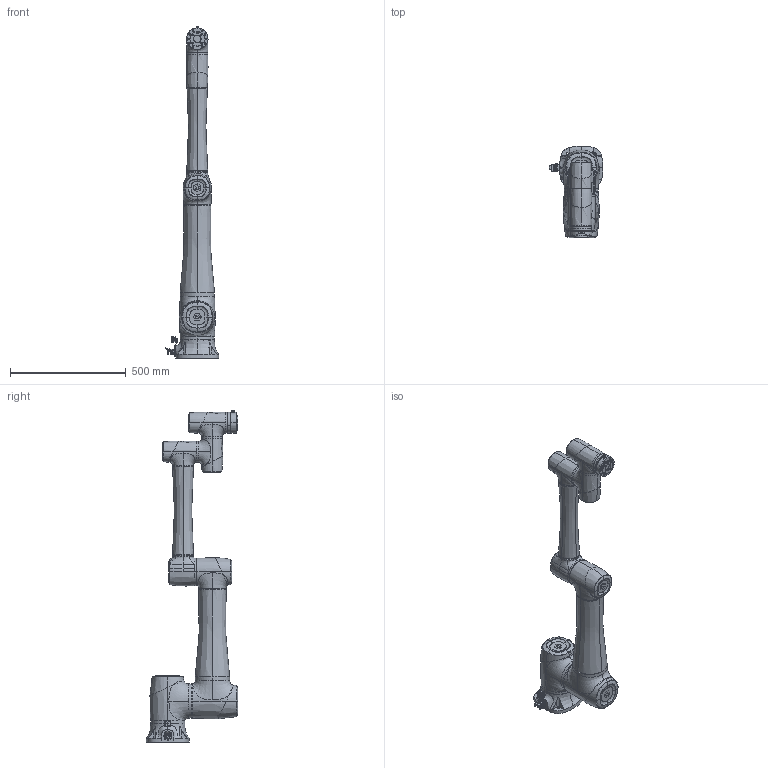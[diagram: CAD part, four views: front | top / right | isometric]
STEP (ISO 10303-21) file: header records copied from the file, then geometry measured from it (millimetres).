
FILE_DESCRIPTION((''),'2;1');
FILE_NAME('00CR12_ASM','2021-07-19T12:25:58',('Dobot'),(''),'CREO PARAMETRIC BY PTC INC, 2017260','CREO PARAMETRIC BY PTC INC, 2017260','');
FILE_SCHEMA(('CONFIG_CONTROL_DESIGN'));
Products named in the file (37): J1-CR12_1; NONE-34145_1_1_1_1; NONE-36023_1_1_1_1; NONE-37397_1_1_1_1; NONE-81708_1_1_1_1; NONE-82398_1_1_1_1; NONE-82664_1_1_1_1; NONE-83120_1_1_1_1; NONE-83819_1_1_1_1; NONE-84057_1_1_1_1; NONE-127921_1_1_1_1; NONE-128385_1_1_1_1; NONE-128841_1_1_1_1; NONE-129290_1_1_1_1; NONE-129511_1_1_1_1; NONE-130207_1_1_1_1; NONE-130442_1_1_1_1; NONE-130686_1_1_1_1; NONE-131129_1_1_1_1; NONE-131594_1_1_1_1; NONE-131812_1_1_1_1; _CR00_ASM_1_ASM_1_ASM_1_ASM_1_ASM; NONE-85449_5_1_3_1; NONE-84978_3_1_2_1; CR12DABI112_2_1_1_1; J2-CR12_ASM_2_ASM; J3-CR10_3_1_1_1; J3-CR101_5_1_1_1; PRT0006_1_1_1_1; J3-CR12_ASM_2_ASM; J4-CR12_1; J5-CR12_1; NONE-35784_1_1_1_1; NONE-81267_1_1_1_1; NONE-129055_1_1_1_1; J6-CR12_ASM_2_ASM; 00CR12_ASM
Assembly tree (36 placements, depth 3):
  00CR12_ASM
    J1-CR12_1
    _CR00_ASM_1_ASM_1_ASM_1_ASM_1_ASM
      NONE-34145_1_1_1_1
      NONE-36023_1_1_1_1
      NONE-37397_1_1_1_1
      NONE-81708_1_1_1_1
      NONE-82398_1_1_1_1
      NONE-82664_1_1_1_1
      NONE-83120_1_1_1_1
      NONE-83819_1_1_1_1
      NONE-84057_1_1_1_1
      NONE-127921_1_1_1_1
      NONE-128385_1_1_1_1
      NONE-128841_1_1_1_1
      NONE-129290_1_1_1_1
      NONE-129511_1_1_1_1
      NONE-130207_1_1_1_1
      NONE-130442_1_1_1_1
      NONE-130686_1_1_1_1
      NONE-131129_1_1_1_1
      NONE-131594_1_1_1_1
      NONE-131812_1_1_1_1
    J2-CR12_ASM_2_ASM
      NONE-85449_5_1_3_1
      NONE-84978_3_1_2_1
      CR12DABI112_2_1_1_1
    J3-CR12_ASM_2_ASM
      J3-CR10_3_1_1_1
      J3-CR101_5_1_1_1
      PRT0006_1_1_1_1
    J4-CR12_1
    J5-CR12_1
    J6-CR12_ASM_2_ASM
      NONE-35784_1_1_1_1
      NONE-81267_1_1_1_1
      NONE-129055_1_1_1_1
Bounding box: 231.79 x 395.4 x 1431.77 mm (x, y, z)
Volume: 23792286 mm3; surface area: 1161357.8 mm2
Topology: 32 solids, 44 shells, 2968 faces, 7434 edges, 4797 vertices
Faces by surface type: plane 1637, cylinder 660, bspline 310, cone 238, extrusion 72, torus 51
Entity records: 122541 total; most frequent: CARTESIAN_POINT 52041, ORIENTED_EDGE 14796, DIRECTION 13783, EDGE_CURVE 7398, VERTEX_POINT 4797, AXIS2_PLACEMENT_3D 4684, VECTOR 4415, LINE 4343
